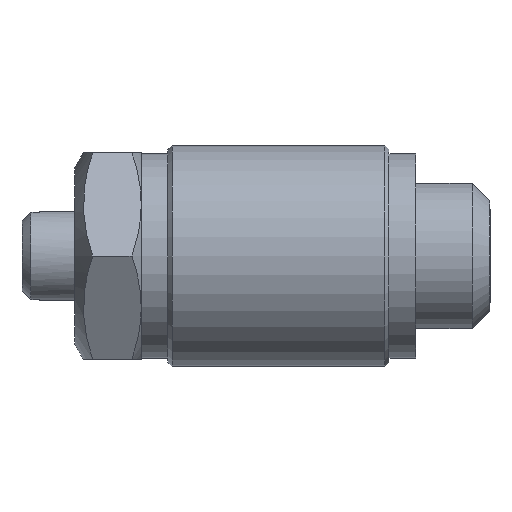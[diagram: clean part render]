
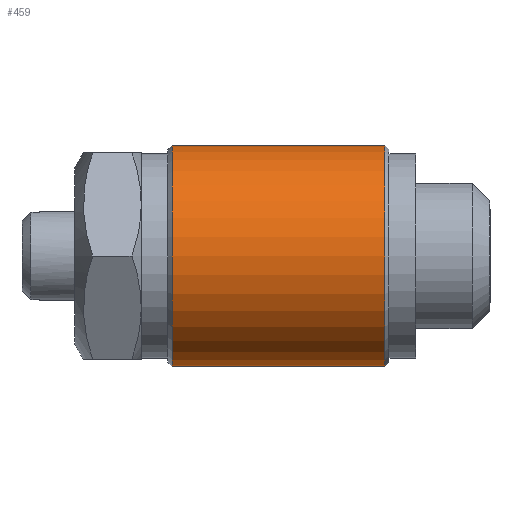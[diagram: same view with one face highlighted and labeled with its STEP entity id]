
A CAD part, left-side view. The second image highlights one B-rep face of the part: STEP entity #459.
In plain terms, the highlighted cylindrical face has radius 7.5 mm (diameter 15 mm), a partial arc.
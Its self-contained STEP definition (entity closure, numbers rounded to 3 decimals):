
#199 = VERTEX_POINT ( 'NONE', #1285 ) ;
#230 = VERTEX_POINT ( 'NONE', #1763 ) ;
#233 = VERTEX_POINT ( 'NONE', #1762 ) ;
#278 = EDGE_CURVE ( 'NONE', #233, #199, #2024, .T. ) ;
#331 = EDGE_CURVE ( 'NONE', #230, #350, #2093, .T. ) ;
#350 = VERTEX_POINT ( 'NONE', #2011 ) ;
#379 = EDGE_CURVE ( 'NONE', #230, #233, #2209, .T. ) ;
#380 = ORIENTED_EDGE ( 'NONE', *, *, #278, .T. ) ;
#414 = ORIENTED_EDGE ( 'NONE', *, *, #415, .F. ) ;
#415 = EDGE_CURVE ( 'NONE', #350, #199, #2207, .T. ) ;
#458 = EDGE_LOOP ( 'NONE', ( #460, #512, #380, #414 ) ) ;
#459 = ADVANCED_FACE ( 'NONE', ( #2756 ), #2697, .T. ) ;
#460 = ORIENTED_EDGE ( 'NONE', *, *, #331, .F. ) ;
#512 = ORIENTED_EDGE ( 'NONE', *, *, #379, .T. ) ;
#1285 = CARTESIAN_POINT ( 'NONE',  ( 0., 7.5, -7.5 ) ) ;
#1762 = CARTESIAN_POINT ( 'NONE',  ( 0., 21.9, -7.5 ) ) ;
#1763 = CARTESIAN_POINT ( 'NONE',  ( 0., 21.9, 7.5 ) ) ;
#2011 = CARTESIAN_POINT ( 'NONE',  ( 0., 7.5, 7.5 ) ) ;
#2023 = VECTOR ( 'NONE', #2050, 1000. ) ;
#2024 = LINE ( 'NONE', #2059, #2023 ) ;
#2050 = DIRECTION ( 'NONE',  ( 0., -1., 0. ) ) ;
#2059 = CARTESIAN_POINT ( 'NONE',  ( 0., 4.819, -7.5 ) ) ;
#2090 = DIRECTION ( 'NONE',  ( 0., -1., 0. ) ) ;
#2091 = VECTOR ( 'NONE', #2090, 1000. ) ;
#2092 = CARTESIAN_POINT ( 'NONE',  ( 0., 4.819, 7.5 ) ) ;
#2093 = LINE ( 'NONE', #2092, #2091 ) ;
#2150 = DIRECTION ( 'NONE',  ( 0., 0., -1. ) ) ;
#2151 = DIRECTION ( 'NONE',  ( 0., -1., 0. ) ) ;
#2155 = AXIS2_PLACEMENT_3D ( 'NONE', #2208, #2151, #2150 ) ;
#2164 = DIRECTION ( 'NONE',  ( 0., 0., -1. ) ) ;
#2165 = DIRECTION ( 'NONE',  ( 0., -1., 0. ) ) ;
#2166 = CARTESIAN_POINT ( 'NONE',  ( 0., 7.5, 0. ) ) ;
#2167 = AXIS2_PLACEMENT_3D ( 'NONE', #2166, #2165, #2164 ) ;
#2207 = CIRCLE ( 'NONE', #2167, 7.5 ) ;
#2208 = CARTESIAN_POINT ( 'NONE',  ( 0., 21.9, 0. ) ) ;
#2209 = CIRCLE ( 'NONE', #2155, 7.5 ) ;
#2697 = CYLINDRICAL_SURFACE ( 'NONE', #2801, 7.5 ) ;
#2721 = DIRECTION ( 'NONE',  ( 0., -1., 0. ) ) ;
#2748 = DIRECTION ( 'NONE',  ( 0., 0., -1. ) ) ;
#2756 = FACE_OUTER_BOUND ( 'NONE', #458, .T. ) ;
#2801 = AXIS2_PLACEMENT_3D ( 'NONE', #2835, #2721, #2748 ) ;
#2835 = CARTESIAN_POINT ( 'NONE',  ( 0., 4.819, 0. ) ) ;
